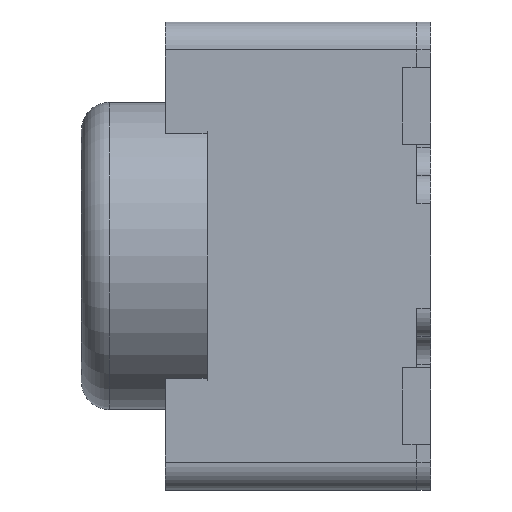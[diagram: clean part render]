
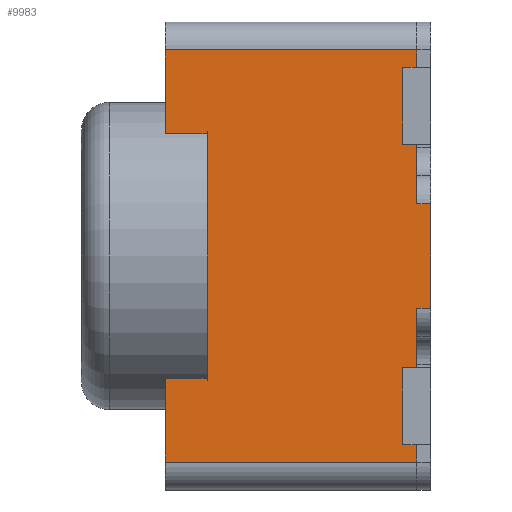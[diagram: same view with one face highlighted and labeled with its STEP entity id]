
A CAD part, left-side view. The second image highlights one B-rep face of the part: STEP entity #9983.
In plain terms, the highlighted planar face has unit normal (-1, 0, 0).
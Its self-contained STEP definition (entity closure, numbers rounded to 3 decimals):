
#44=DIRECTION('',(0.,0.,1.));
#45=VECTOR('',#44,0.75);
#46=CARTESIAN_POINT('',(-2.1,0.,-0.375));
#47=LINE('',#46,#45);
#2049=DIRECTION('',(0.,0.,1.));
#2050=VECTOR('',#2049,0.425);
#2051=CARTESIAN_POINT('',(-2.1,0.1,0.375));
#2052=LINE('',#2051,#2050);
#2078=DIRECTION('',(0.,0.,1.));
#2079=VECTOR('',#2078,0.425);
#2080=CARTESIAN_POINT('',(-2.1,0.1,-0.8));
#2081=LINE('',#2080,#2079);
#2313=DIRECTION('',(0.,1.,0.));
#2314=VECTOR('',#2313,0.1);
#2315=CARTESIAN_POINT('',(-2.1,0.,0.375));
#2316=LINE('',#2315,#2314);
#2317=DIRECTION('',(0.,-1.,0.));
#2318=VECTOR('',#2317,0.1);
#2319=CARTESIAN_POINT('',(-2.1,0.1,-0.375));
#2320=LINE('',#2319,#2318);
#2321=DIRECTION('',(0.,1.,0.));
#2322=VECTOR('',#2321,0.1);
#2323=CARTESIAN_POINT('',(-2.1,0.1,-0.8));
#2324=LINE('',#2323,#2322);
#2325=DIRECTION('',(0.,0.,1.));
#2326=VECTOR('',#2325,0.55);
#2327=CARTESIAN_POINT('',(-2.1,0.2,-1.35));
#2328=LINE('',#2327,#2326);
#2329=DIRECTION('',(0.,1.,0.));
#2330=VECTOR('',#2329,0.1);
#2331=CARTESIAN_POINT('',(-2.1,0.1,-1.35));
#2332=LINE('',#2331,#2330);
#2333=DIRECTION('',(0.,0.,1.));
#2334=VECTOR('',#2333,0.125);
#2335=CARTESIAN_POINT('',(-2.1,0.1,-1.475));
#2336=LINE('',#2335,#2334);
#2337=DIRECTION('',(0.,-1.,0.));
#2338=VECTOR('',#2337,1.8);
#2339=CARTESIAN_POINT('',(-2.1,1.9,-1.475));
#2340=LINE('',#2339,#2338);
#2341=DIRECTION('',(0.,1.,0.));
#2342=VECTOR('',#2341,0.3);
#2343=CARTESIAN_POINT('',(-2.1,1.6,0.875));
#2344=LINE('',#2343,#2342);
#2345=DIRECTION('',(0.,-1.,0.));
#2346=VECTOR('',#2345,1.8);
#2347=CARTESIAN_POINT('',(-2.1,1.9,1.475));
#2348=LINE('',#2347,#2346);
#2349=DIRECTION('',(0.,0.,1.));
#2350=VECTOR('',#2349,0.125);
#2351=CARTESIAN_POINT('',(-2.1,0.1,1.35));
#2352=LINE('',#2351,#2350);
#2353=DIRECTION('',(0.,1.,0.));
#2354=VECTOR('',#2353,0.1);
#2355=CARTESIAN_POINT('',(-2.1,0.1,1.35));
#2356=LINE('',#2355,#2354);
#2357=DIRECTION('',(0.,0.,1.));
#2358=VECTOR('',#2357,0.55);
#2359=CARTESIAN_POINT('',(-2.1,0.2,0.8));
#2360=LINE('',#2359,#2358);
#2361=DIRECTION('',(0.,1.,0.));
#2362=VECTOR('',#2361,0.1);
#2363=CARTESIAN_POINT('',(-2.1,0.1,0.8));
#2364=LINE('',#2363,#2362);
#2422=DIRECTION('',(0.,0.,1.));
#2423=VECTOR('',#2422,0.6);
#2424=CARTESIAN_POINT('',(-2.1,1.9,0.875));
#2425=LINE('',#2424,#2423);
#2481=DIRECTION('',(0.,0.,1.));
#2482=VECTOR('',#2481,0.6);
#2483=CARTESIAN_POINT('',(-2.1,1.9,-1.475));
#2484=LINE('',#2483,#2482);
#2552=DIRECTION('',(0.,0.,1.));
#2553=VECTOR('',#2552,1.75);
#2554=CARTESIAN_POINT('',(-2.1,1.6,-0.875));
#2555=LINE('',#2554,#2553);
#2574=DIRECTION('',(0.,1.,0.));
#2575=VECTOR('',#2574,0.3);
#2576=CARTESIAN_POINT('',(-2.1,1.6,-0.875));
#2577=LINE('',#2576,#2575);
#6251=CARTESIAN_POINT('',(-2.1,1.9,-0.875));
#6253=VERTEX_POINT('',#6251);
#6260=CARTESIAN_POINT('',(-2.1,1.9,0.875));
#6262=VERTEX_POINT('',#6260);
#6267=CARTESIAN_POINT('',(-2.1,1.6,-0.875));
#6269=VERTEX_POINT('',#6267);
#6276=CARTESIAN_POINT('',(-2.1,1.6,0.875));
#6278=VERTEX_POINT('',#6276);
#6291=CARTESIAN_POINT('',(-2.1,1.9,1.475));
#6293=VERTEX_POINT('',#6291);
#6304=CARTESIAN_POINT('',(-2.1,1.9,-1.475));
#6306=VERTEX_POINT('',#6304);
#6308=CARTESIAN_POINT('',(-2.1,0.1,1.475));
#6310=VERTEX_POINT('',#6308);
#6319=CARTESIAN_POINT('',(-2.1,0.1,-1.475));
#6321=VERTEX_POINT('',#6319);
#6355=CARTESIAN_POINT('',(-2.1,0.1,1.35));
#6357=VERTEX_POINT('',#6355);
#6359=CARTESIAN_POINT('',(-2.1,0.1,0.8));
#6361=VERTEX_POINT('',#6359);
#6371=CARTESIAN_POINT('',(-2.1,0.1,-0.8));
#6373=VERTEX_POINT('',#6371);
#6375=CARTESIAN_POINT('',(-2.1,0.1,-1.35));
#6377=VERTEX_POINT('',#6375);
#6403=CARTESIAN_POINT('',(-2.1,0.2,1.35));
#6404=VERTEX_POINT('',#6403);
#6405=CARTESIAN_POINT('',(-2.1,0.2,0.8));
#6406=VERTEX_POINT('',#6405);
#6411=CARTESIAN_POINT('',(-2.1,0.2,-0.8));
#6412=VERTEX_POINT('',#6411);
#6413=CARTESIAN_POINT('',(-2.1,0.2,-1.35));
#6414=VERTEX_POINT('',#6413);
#6495=CARTESIAN_POINT('',(-2.1,0.,0.375));
#6496=VERTEX_POINT('',#6495);
#6497=CARTESIAN_POINT('',(-2.1,0.1,0.375));
#6498=VERTEX_POINT('',#6497);
#6507=CARTESIAN_POINT('',(-2.1,0.,-0.375));
#6509=VERTEX_POINT('',#6507);
#6513=CARTESIAN_POINT('',(-2.1,0.1,-0.375));
#6514=VERTEX_POINT('',#6513);
#9945=CARTESIAN_POINT('',(-2.1,0.,-1.675));
#9946=DIRECTION('',(-1.,0.,0.));
#9947=DIRECTION('',(0.,0.,1.));
#9948=AXIS2_PLACEMENT_3D('',#9945,#9946,#9947);
#9949=PLANE('',#9948);
#9950=ORIENTED_EDGE('',*,*,#9939,.F.);
#9951=ORIENTED_EDGE('',*,*,#8342,.F.);
#9953=ORIENTED_EDGE('',*,*,#9952,.F.);
#9954=ORIENTED_EDGE('',*,*,#9568,.F.);
#9956=ORIENTED_EDGE('',*,*,#9955,.T.);
#9957=ORIENTED_EDGE('',*,*,#9842,.F.);
#9959=ORIENTED_EDGE('',*,*,#9958,.F.);
#9960=ORIENTED_EDGE('',*,*,#9556,.F.);
#9962=ORIENTED_EDGE('',*,*,#9961,.F.);
#9964=ORIENTED_EDGE('',*,*,#9963,.T.);
#9966=ORIENTED_EDGE('',*,*,#9965,.F.);
#9968=ORIENTED_EDGE('',*,*,#9967,.T.);
#9970=ORIENTED_EDGE('',*,*,#9969,.T.);
#9972=ORIENTED_EDGE('',*,*,#9971,.T.);
#9974=ORIENTED_EDGE('',*,*,#9973,.T.);
#9975=ORIENTED_EDGE('',*,*,#9516,.F.);
#9976=ORIENTED_EDGE('',*,*,#9874,.T.);
#9977=ORIENTED_EDGE('',*,*,#9814,.F.);
#9979=ORIENTED_EDGE('',*,*,#9978,.F.);
#9980=ORIENTED_EDGE('',*,*,#9532,.F.);
#9981=EDGE_LOOP('',(#9950,#9951,#9953,#9954,#9956,#9957,#9959,#9960,#9962,#9964,
#9966,#9968,#9970,#9972,#9974,#9975,#9976,#9977,#9979,#9980));
#9982=FACE_OUTER_BOUND('',#9981,.F.);
#8342=EDGE_CURVE('',#6509,#6496,#47,.T.);
#9516=EDGE_CURVE('',#6357,#6310,#2352,.T.);
#9532=EDGE_CURVE('',#6498,#6361,#2052,.T.);
#9556=EDGE_CURVE('',#6321,#6377,#2336,.T.);
#9568=EDGE_CURVE('',#6373,#6514,#2081,.T.);
#9814=EDGE_CURVE('',#6406,#6404,#2360,.T.);
#9842=EDGE_CURVE('',#6414,#6412,#2328,.T.);
#9874=EDGE_CURVE('',#6357,#6404,#2356,.T.);
#9939=EDGE_CURVE('',#6496,#6498,#2316,.T.);
#9952=EDGE_CURVE('',#6514,#6509,#2320,.T.);
#9955=EDGE_CURVE('',#6373,#6412,#2324,.T.);
#9958=EDGE_CURVE('',#6377,#6414,#2332,.T.);
#9961=EDGE_CURVE('',#6306,#6321,#2340,.T.);
#9963=EDGE_CURVE('',#6306,#6253,#2484,.T.);
#9965=EDGE_CURVE('',#6269,#6253,#2577,.T.);
#9967=EDGE_CURVE('',#6269,#6278,#2555,.T.);
#9969=EDGE_CURVE('',#6278,#6262,#2344,.T.);
#9971=EDGE_CURVE('',#6262,#6293,#2425,.T.);
#9973=EDGE_CURVE('',#6293,#6310,#2348,.T.);
#9978=EDGE_CURVE('',#6361,#6406,#2364,.T.);
#9983=ADVANCED_FACE('',(#9982),#9949,.T.);
